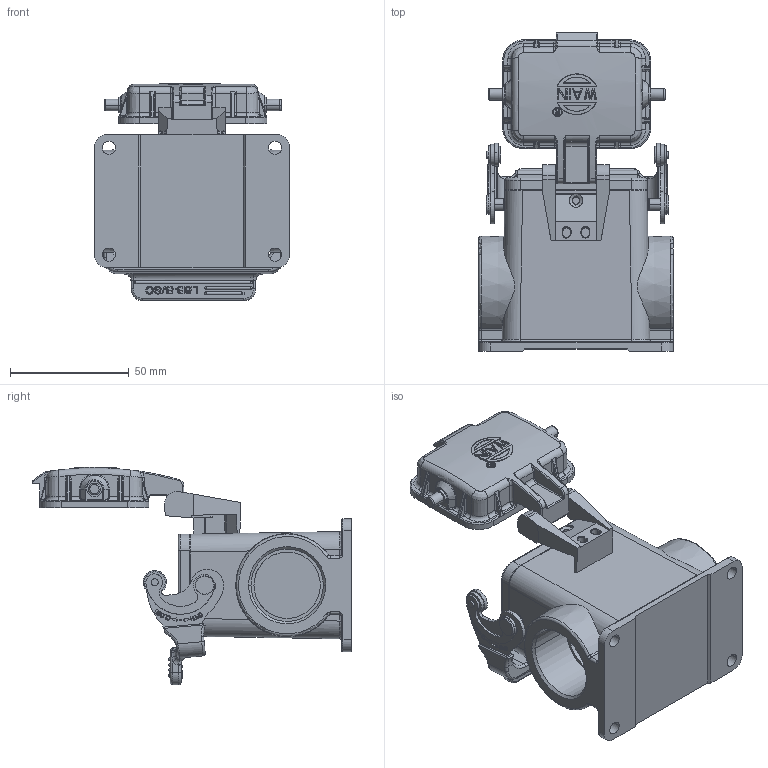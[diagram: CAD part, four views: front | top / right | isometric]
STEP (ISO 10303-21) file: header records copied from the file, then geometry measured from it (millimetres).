
FILE_DESCRIPTION((''),'2;1');
FILE_NAME('H6B-SFH-1L_1','2018-06-04T',('wl.kang'),(''),'PRO/ENGINEER BY PARAMETRIC TECHNOLOGY CORPORATION, 2014310','PRO/ENGINEER BY PARAMETRIC TECHNOLOGY CORPORATION, 2014310','');
FILE_SCHEMA(('CONFIG_CONTROL_DESIGN'));
Products named in the file (1): H6B-SFH-1L_1
Bounding box: 82 x 134.27 x 91.72 mm (x, y, z)
Volume: 11232.4 mm3; surface area: 62706.3 mm2
Topology: 3 solids, 34 shells, 1810 faces, 4702 edges, 3001 vertices
Faces by surface type: plane 645, cylinder 483, extrusion 266, bspline 189, torus 160, cone 39, sphere 28
Entity records: 67654 total; most frequent: CARTESIAN_POINT 25916, ORIENTED_EDGE 9242, DIRECTION 7498, EDGE_CURVE 4657, VERTEX_POINT 3001, AXIS2_PLACEMENT_3D 2529, VECTOR 2440, LINE 2174
